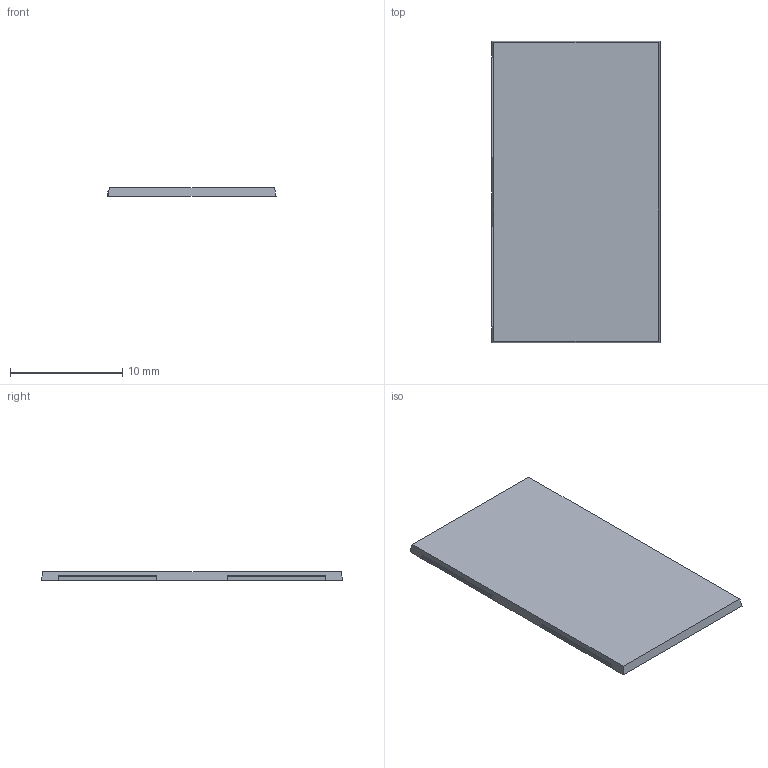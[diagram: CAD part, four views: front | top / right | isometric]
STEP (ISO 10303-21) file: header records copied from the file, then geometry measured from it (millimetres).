
FILE_DESCRIPTION (( 'STEP AP214' ), '1' );
FILE_NAME ('508802_PBIP 2715 W_Yellow.STP', '2013-11-18T06:38:54', ( 'arge' ), ( 'Microsoft' ), 'SwSTEP 2.0', 'SolidWorks 2013', '' );
FILE_SCHEMA (( 'AUTOMOTIVE_DESIGN' ));
Length unit declared in the file: millimetre
Products named in the file (1): 508802_PBIP 2715 W_Yellow
Bounding box: 15 x 26.9 x 0.8 mm (x, y, z)
Volume: 318.3 mm3; surface area: 865.4 mm2
Topology: 1 solids, 1 shells, 14 faces, 32 edges, 20 vertices
Faces by surface type: plane 14
Entity records: 572 total; most frequent: CARTESIAN_POINT 67, ORIENTED_EDGE 64, DIRECTION 62, EDGE_CURVE 32, VECTOR 32, LINE 32, VERTEX_POINT 20, UNCERTAINTY_MEASURE_WITH_UNIT 17
